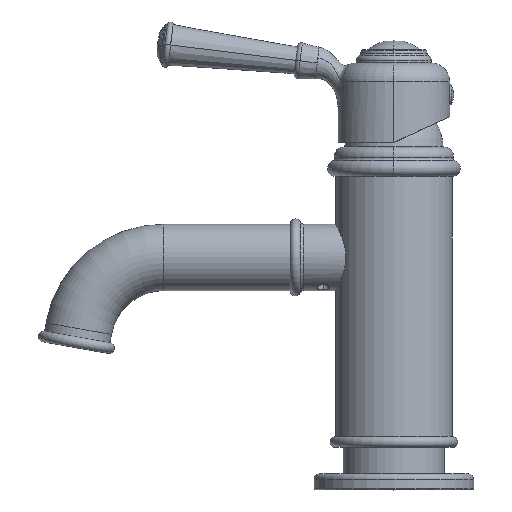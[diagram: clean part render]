
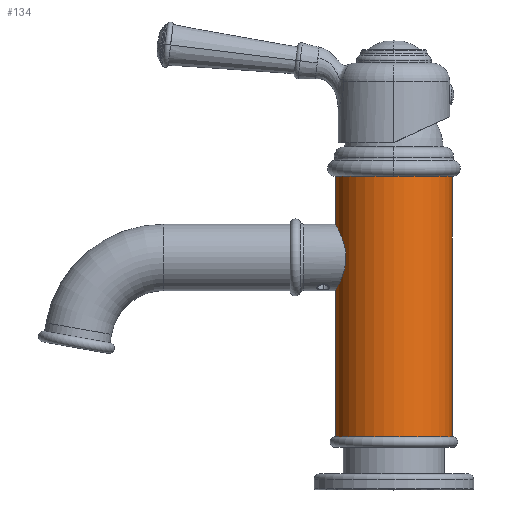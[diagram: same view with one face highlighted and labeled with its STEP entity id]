
A CAD part, top view. The second image highlights one B-rep face of the part: STEP entity #134.
In plain terms, the highlighted cylindrical face has radius 22 mm (diameter 44 mm), a partial arc.
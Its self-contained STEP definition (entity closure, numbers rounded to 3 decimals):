
#6=CARTESIAN_POINT('',(0.,0.,0.));
#7=DIRECTION('',(0.,1.,0.));
#8=DIRECTION('',(-1.,0.,0.));
#9=AXIS2_PLACEMENT_3D('',#6,#7,#8);
#11=DIRECTION('',(0.,1.,0.));
#12=VECTOR('',#11,102.);
#13=CARTESIAN_POINT('',(22.,0.,0.));
#14=LINE('',#13,#12);
#20=DIRECTION('',(0.,1.,0.));
#21=VECTOR('',#20,102.);
#22=CARTESIAN_POINT('',(-22.,0.,0.));
#23=LINE('',#22,#21);
#24=CARTESIAN_POINT('',(0.,102.,0.));
#25=DIRECTION('',(0.,-1.,0.));
#26=DIRECTION('',(1.,0.,0.));
#27=AXIS2_PLACEMENT_3D('',#24,#25,#26);
#75=CARTESIAN_POINT('',(22.,0.,0.));
#76=CARTESIAN_POINT('',(-22.,0.,0.));
#77=VERTEX_POINT('',#75);
#78=VERTEX_POINT('',#76);
#83=CARTESIAN_POINT('',(-22.,102.,0.));
#84=CARTESIAN_POINT('',(22.,102.,0.));
#85=VERTEX_POINT('',#83);
#86=VERTEX_POINT('',#84);
#122=CARTESIAN_POINT('',(0.,0.,0.));
#123=DIRECTION('',(0.,1.,0.));
#124=DIRECTION('',(1.,0.,0.));
#125=AXIS2_PLACEMENT_3D('',#122,#123,#124);
#126=CYLINDRICAL_SURFACE('',#125,22.);
#127=ORIENTED_EDGE('',*,*,#112,.T.);
#129=ORIENTED_EDGE('',*,*,#128,.F.);
#130=ORIENTED_EDGE('',*,*,#115,.F.);
#131=ORIENTED_EDGE('',*,*,#102,.F.);
#132=EDGE_LOOP('',(#127,#129,#130,#131));
#133=FACE_OUTER_BOUND('',#132,.F.);
#134=ADVANCED_FACE('',(#133),#126,.T.);
#10=CIRCLE('',#9,22.);
#28=CIRCLE('',#27,22.);
#102=EDGE_CURVE('',#78,#77,#10,.T.);
#112=EDGE_CURVE('',#78,#85,#23,.T.);
#115=EDGE_CURVE('',#77,#86,#14,.T.);
#128=EDGE_CURVE('',#86,#85,#28,.T.);
